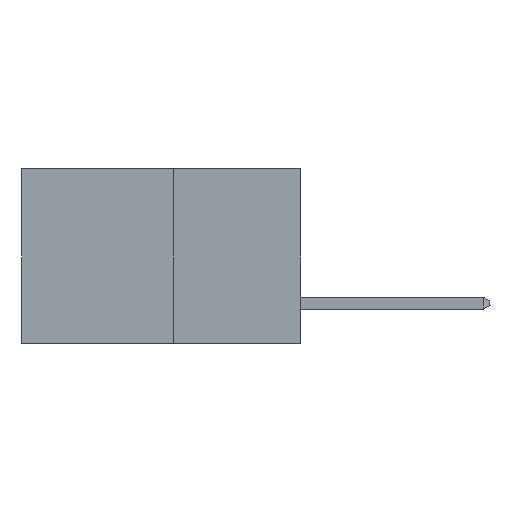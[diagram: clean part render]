
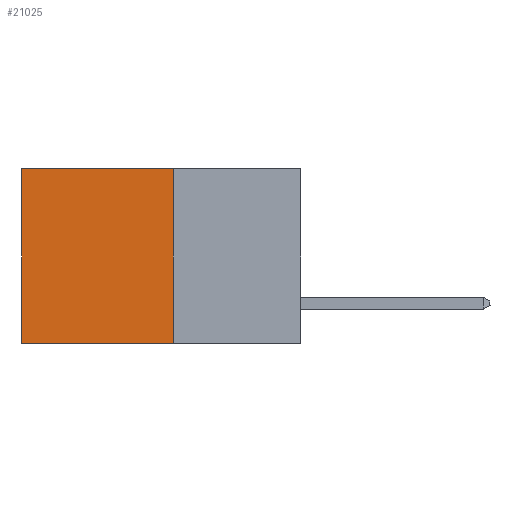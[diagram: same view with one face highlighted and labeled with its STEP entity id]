
A CAD part, left-side view. The second image highlights one B-rep face of the part: STEP entity #21025.
In plain terms, the highlighted planar face has unit normal (-1, 0, 0).
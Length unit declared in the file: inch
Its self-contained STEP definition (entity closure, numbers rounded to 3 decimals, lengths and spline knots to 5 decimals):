
#460 = VECTOR ( 'NONE', #21978, 39.37008 ) ;
#2984 = CARTESIAN_POINT ( 'NONE',  ( 0.277, 0.59, 0. ) ) ;
#5166 = DIRECTION ( 'NONE',  ( 0., 0., -1. ) ) ;
#5239 = ORIENTED_EDGE ( 'NONE', *, *, #18096, .F. ) ;
#6252 = VECTOR ( 'NONE', #20903, 39.37008 ) ;
#6715 = DIRECTION ( 'NONE',  ( 0., 0., -1. ) ) ;
#7001 = CARTESIAN_POINT ( 'NONE',  ( 0.277, 0.59, -0.37 ) ) ;
#7212 = EDGE_LOOP ( 'NONE', ( #12115, #16461, #5239, #22944 ) ) ;
#7661 = FACE_OUTER_BOUND ( 'NONE', #7212, .T. ) ;
#7943 = AXIS2_PLACEMENT_3D ( 'NONE', #16139, #10437, #6715 ) ;
#8622 = VERTEX_POINT ( 'NONE', #13857 ) ;
#8675 = VERTEX_POINT ( 'NONE', #10529 ) ;
#9091 = EDGE_CURVE ( 'NONE', #8622, #8675, #21362, .T. ) ;
#10437 = DIRECTION ( 'NONE',  ( 1., 0., 0. ) ) ;
#10529 = CARTESIAN_POINT ( 'NONE',  ( 0.277, 0.59, -0.37 ) ) ;
#11090 = VECTOR ( 'NONE', #17180, 39.37008 ) ;
#11660 = LINE ( 'NONE', #15313, #11090 ) ;
#12115 = ORIENTED_EDGE ( 'NONE', *, *, #19058, .T. ) ;
#12538 = EDGE_CURVE ( 'NONE', #23116, #13356, #15592, .T. ) ;
#13356 = VERTEX_POINT ( 'NONE', #2984 ) ;
#13857 = CARTESIAN_POINT ( 'NONE',  ( 0.277, 0.27, -0.37 ) ) ;
#15313 = CARTESIAN_POINT ( 'NONE',  ( 0.277, 0.27, -0.37 ) ) ;
#15592 = LINE ( 'NONE', #20057, #460 ) ;
#16139 = CARTESIAN_POINT ( 'NONE',  ( 0.277, 0.27, -0.37 ) ) ;
#16461 = ORIENTED_EDGE ( 'NONE', *, *, #9091, .F. ) ;
#17180 = DIRECTION ( 'NONE',  ( 0., 0., -1. ) ) ;
#18019 = PLANE ( 'NONE',  #7943 ) ;
#18084 = LINE ( 'NONE', #7001, #23177 ) ;
#18096 = EDGE_CURVE ( 'NONE', #23116, #8622, #11660, .T. ) ;
#19058 = EDGE_CURVE ( 'NONE', #13356, #8675, #18084, .T. ) ;
#20057 = CARTESIAN_POINT ( 'NONE',  ( 0.277, 0.27, 0. ) ) ;
#20501 = CARTESIAN_POINT ( 'NONE',  ( 0.277, 0.27, 0. ) ) ;
#20903 = DIRECTION ( 'NONE',  ( 0., 1., 0. ) ) ;
#21025 = ADVANCED_FACE ( 'NONE', ( #7661 ), #18019, .F. ) ;
#21218 = CARTESIAN_POINT ( 'NONE',  ( 0.277, 0.27, -0.37 ) ) ;
#21362 = LINE ( 'NONE', #21218, #6252 ) ;
#21978 = DIRECTION ( 'NONE',  ( 0., 1., 0. ) ) ;
#22944 = ORIENTED_EDGE ( 'NONE', *, *, #12538, .T. ) ;
#23116 = VERTEX_POINT ( 'NONE', #20501 ) ;
#23177 = VECTOR ( 'NONE', #5166, 39.37008 ) ;
